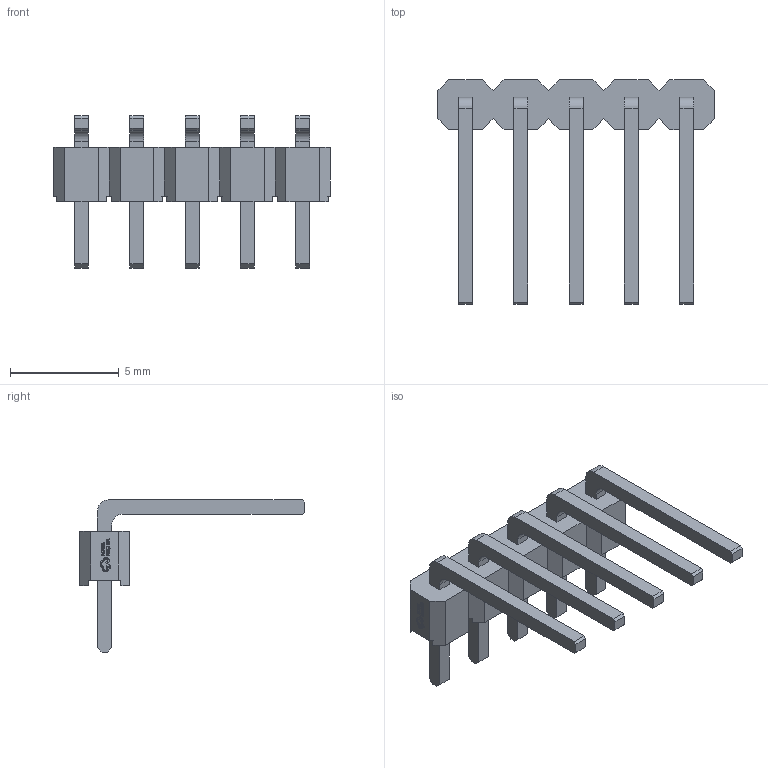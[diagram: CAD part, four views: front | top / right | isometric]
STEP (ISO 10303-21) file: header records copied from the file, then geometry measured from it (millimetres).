
FILE_DESCRIPTION (( 'STEP AP214' ), '1' );
FILE_NAME ('HDR-TH_5P-P2.54-H-M-W9.17.step', '2022-07-02T12:43:04', ( '' ), ( '' ), 'SwSTEP 2.0', 'SolidWorks 2020', '' );
FILE_SCHEMA (( 'AUTOMOTIVE_DESIGN' ));
Length unit declared in the file: millimetre
Products named in the file (1): HDR-TH_5P-P2.54-H-M-W9.17
Bounding box: 12.71 x 10.31 x 6.99 mm (x, y, z)
Volume: 90 mm3; surface area: 312.3 mm2
Topology: 1 solids, 1 shells, 428 faces, 1170 edges, 780 vertices
Faces by surface type: plane 304, bspline 114, cylinder 10
Entity records: 18329 total; most frequent: CARTESIAN_POINT 4741, ORIENTED_EDGE 2340, DIRECTION 1588, EDGE_CURVE 1170, VECTOR 918, LINE 918, VERTEX_POINT 780, EDGE_LOOP 464
